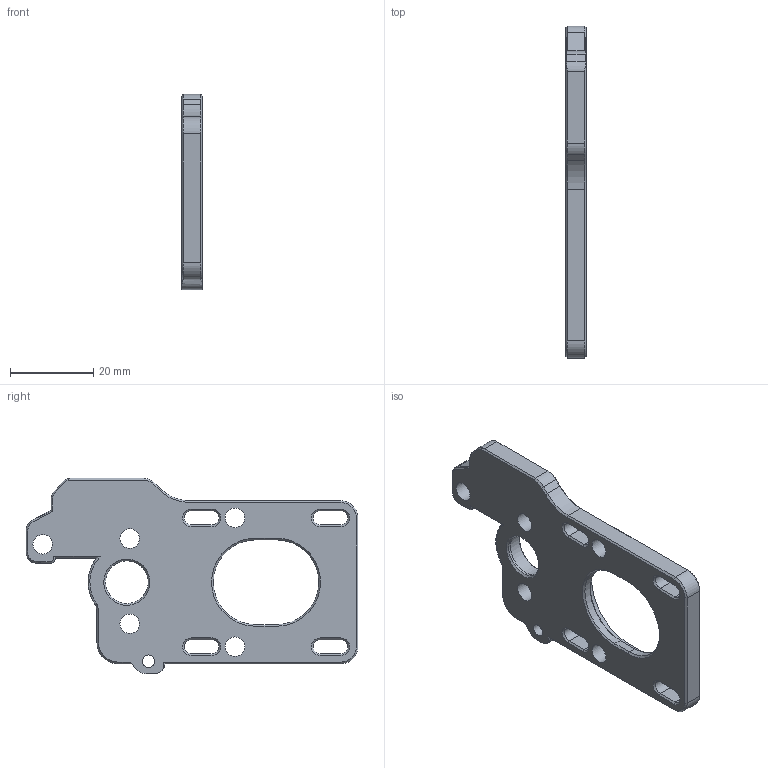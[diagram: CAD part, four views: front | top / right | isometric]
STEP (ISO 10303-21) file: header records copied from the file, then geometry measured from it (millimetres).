
FILE_DESCRIPTION(/* description */ ('STEP AP242','CAx-IF Rec.Pracs.---Representation and Presentation of Product Manufacturing Information (PMI)---4.0---2014-10-13','CAx-IF Rec.Pracs.---3D Tessellated Geometry---0.4---2014-09-14','2;1'),/* implementation_level */ '2;1');
FILE_NAME(/* name */ '62e9c529c21ec068bef52ac3',/* time_stamp */ '2022-08-03T00:45:29+00:00',/* author */ (''),/* organization */ (''),/* preprocessor_version */ 'ST-DEVELOPER v18.102',/* originating_system */ ' ',/* authorisation */ ' ');
FILE_SCHEMA (('AP242_MANAGED_MODEL_BASED_3D_ENGINEERING_MIM_LF { 1 0 10303 442 1 1 4 }'));
Length unit declared in the file: metre
Products named in the file (1): Motor Plate
Bounding box: 5 x 79.84 x 47 mm (x, y, z)
Volume: 10009.6 mm3; surface area: 6654.7 mm2
Topology: 1 solids, 1 shells, 147 faces, 361 edges, 218 vertices
Faces by surface type: plane 73, cylinder 27, cone 27, bspline 19, torus 1
Full cylindrical faces by diameter (mm): 3 x1, 4.7 x5, 10.3 x1, 11.3 x1
Entity records: 4720 total; most frequent: CARTESIAN_POINT 1367, ORIENTED_EDGE 696, DIRECTION 636, EDGE_CURVE 348, LINE 216, VECTOR 216, VERTEX_POINT 215, AXIS2_PLACEMENT_3D 210
